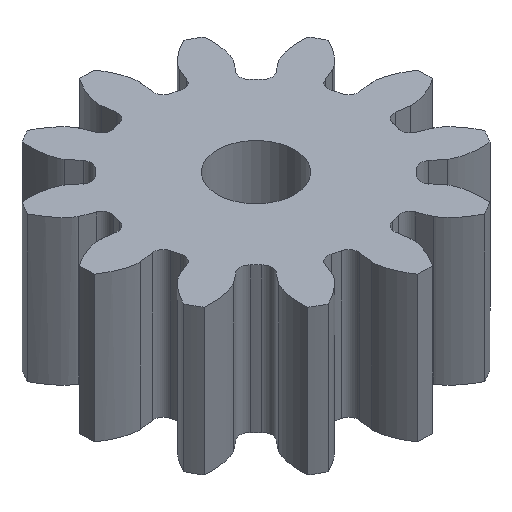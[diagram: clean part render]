
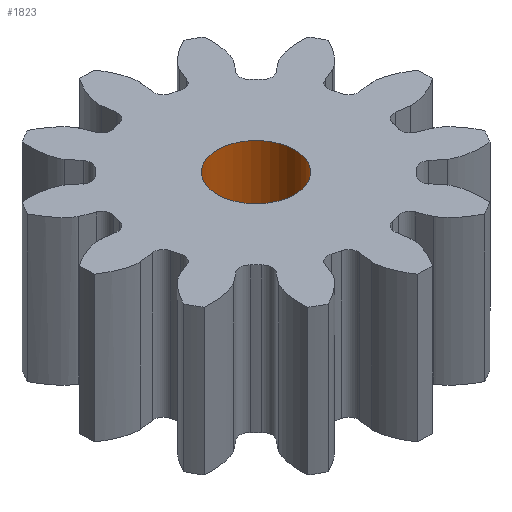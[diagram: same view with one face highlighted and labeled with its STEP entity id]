
A CAD part, isometric view. The second image highlights one B-rep face of the part: STEP entity #1823.
In plain terms, the highlighted cylindrical face has radius 0.8 mm (diameter 1.6 mm), a full revolution.
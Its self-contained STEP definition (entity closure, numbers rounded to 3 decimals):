
#119=FACE_OUTER_BOUND('',#218,.T.);
#218=EDGE_LOOP('',(#1192,#1193,#1194,#1195));
#319=LINE('',#2614,#464);
#464=VECTOR('',#2119,0.8);
#609=CIRCLE('',#1938,0.8);
#610=CIRCLE('',#1939,0.8);
#707=VERTEX_POINT('',#2611);
#708=VERTEX_POINT('',#2613);
#901=EDGE_CURVE('',#707,#707,#609,.T.);
#902=EDGE_CURVE('',#707,#708,#319,.T.);
#903=EDGE_CURVE('',#708,#708,#610,.T.);
#1192=ORIENTED_EDGE('',*,*,#901,.F.);
#1193=ORIENTED_EDGE('',*,*,#902,.T.);
#1194=ORIENTED_EDGE('',*,*,#903,.F.);
#1195=ORIENTED_EDGE('',*,*,#902,.F.);
#1774=CYLINDRICAL_SURFACE('',#1937,0.8);
#1823=ADVANCED_FACE('',(#119),#1774,.F.);
#1937=AXIS2_PLACEMENT_3D('',#2610,#2115,#2116);
#1938=AXIS2_PLACEMENT_3D('',#2612,#2117,#2118);
#1939=AXIS2_PLACEMENT_3D('',#2615,#2120,#2121);
#2115=DIRECTION('center_axis',(0.,0.,1.));
#2116=DIRECTION('ref_axis',(-1.,0.,0.));
#2117=DIRECTION('center_axis',(0.,0.,1.));
#2118=DIRECTION('ref_axis',(-1.,0.,0.));
#2119=DIRECTION('',(0.,0.,1.));
#2120=DIRECTION('center_axis',(0.,0.,-1.));
#2121=DIRECTION('ref_axis',(-1.,0.,0.));
#2610=CARTESIAN_POINT('Origin',(0.,0.,1.65));
#2611=CARTESIAN_POINT('',(0.8,0.,0.));
#2612=CARTESIAN_POINT('Origin',(0.,0.,0.));
#2613=CARTESIAN_POINT('',(0.8,0.,3.));
#2614=CARTESIAN_POINT('',(0.8,0.,1.65));
#2615=CARTESIAN_POINT('Origin',(0.,0.,3.));
